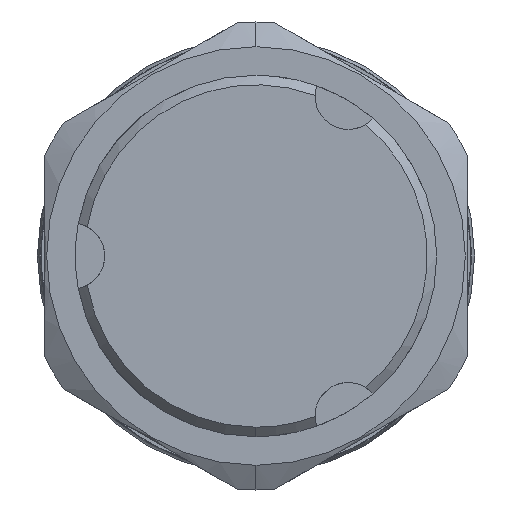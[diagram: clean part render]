
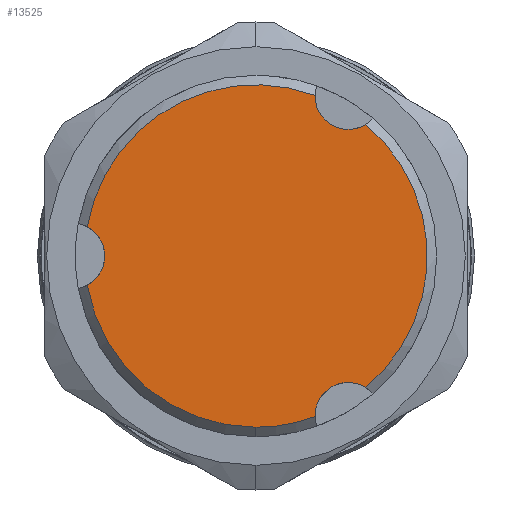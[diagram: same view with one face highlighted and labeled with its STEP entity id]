
A CAD part, left-side view. The second image highlights one B-rep face of the part: STEP entity #13525.
In plain terms, the highlighted planar face has unit normal (-1, 0, 0).
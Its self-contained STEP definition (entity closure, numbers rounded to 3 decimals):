
#36 = AXIS2_PLACEMENT_3D ( 'NONE', #15177, #4649, #12836 ) ;
#50 = CARTESIAN_POINT ( 'NONE',  ( -37.35, 8.867, 1.539 ) ) ;
#235 = EDGE_CURVE ( 'NONE', #5421, #11246, #8393, .T. ) ;
#252 = AXIS2_PLACEMENT_3D ( 'NONE', #9762, #14414, #9620 ) ;
#332 = DIRECTION ( 'NONE',  ( 0., 0., 1. ) ) ;
#723 = CARTESIAN_POINT ( 'NONE',  ( -37.35, -4.85, -8.4 ) ) ;
#800 = EDGE_CURVE ( 'NONE', #5609, #8923, #13182, .T. ) ;
#1353 = ORIENTED_EDGE ( 'NONE', *, *, #11544, .F. ) ;
#1637 = DIRECTION ( 'NONE',  ( 0., 0., 1. ) ) ;
#1811 = DIRECTION ( 'NONE',  ( -1., 0., 0. ) ) ;
#1948 = DIRECTION ( 'NONE',  ( -1., 0., 0. ) ) ;
#2015 = ORIENTED_EDGE ( 'NONE', *, *, #4968, .T. ) ;
#3269 = FACE_OUTER_BOUND ( 'NONE', #11399, .T. ) ;
#3516 = CIRCLE ( 'NONE', #10710, 1.75 ) ;
#3837 = DIRECTION ( 'NONE',  ( -1., 0., 0. ) ) ;
#3846 = ORIENTED_EDGE ( 'NONE', *, *, #10047, .T. ) ;
#3966 = VERTEX_POINT ( 'NONE', #4036 ) ;
#3971 = DIRECTION ( 'NONE',  ( -1., 0., 0. ) ) ;
#4036 = CARTESIAN_POINT ( 'NONE',  ( -37.35, -3.101, 8.449 ) ) ;
#4109 = AXIS2_PLACEMENT_3D ( 'NONE', #12072, #7416, #332 ) ;
#4649 = DIRECTION ( 'NONE',  ( 1., 0., 0. ) ) ;
#4937 = ORIENTED_EDGE ( 'NONE', *, *, #13642, .T. ) ;
#4968 = EDGE_CURVE ( 'NONE', #9780, #11246, #12088, .T. ) ;
#4991 = ORIENTED_EDGE ( 'NONE', *, *, #800, .F. ) ;
#5163 = CIRCLE ( 'NONE', #4109, 9. ) ;
#5318 = CARTESIAN_POINT ( 'NONE',  ( -37.35, 8.867, -1.539 ) ) ;
#5421 = VERTEX_POINT ( 'NONE', #9245 ) ;
#5609 = VERTEX_POINT ( 'NONE', #5318 ) ;
#5645 = ORIENTED_EDGE ( 'NONE', *, *, #235, .F. ) ;
#7009 = AXIS2_PLACEMENT_3D ( 'NONE', #9907, #1811, #11284 ) ;
#7293 = CARTESIAN_POINT ( 'NONE',  ( -37.35, 0., 0. ) ) ;
#7343 = DIRECTION ( 'NONE',  ( 0., 0., 1. ) ) ;
#7416 = DIRECTION ( 'NONE',  ( -1., 0., 0. ) ) ;
#7420 = CARTESIAN_POINT ( 'NONE',  ( -37.35, 0., 0. ) ) ;
#7520 = CARTESIAN_POINT ( 'NONE',  ( -37.35, 0., -9. ) ) ;
#7816 = DIRECTION ( 'NONE',  ( -1., 0., 0. ) ) ;
#8106 = CARTESIAN_POINT ( 'NONE',  ( -37.35, -3.101, -8.449 ) ) ;
#8393 = CIRCLE ( 'NONE', #9468, 1.75 ) ;
#8597 = CARTESIAN_POINT ( 'NONE',  ( -37.35, -5.767, -6.91 ) ) ;
#8644 = CARTESIAN_POINT ( 'NONE',  ( -37.35, -5.767, 6.91 ) ) ;
#8709 = EDGE_CURVE ( 'NONE', #5609, #9780, #5163, .T. ) ;
#8761 = VERTEX_POINT ( 'NONE', #8597 ) ;
#8911 = DIRECTION ( 'NONE',  ( 0., 0.866, -0.5 ) ) ;
#8923 = VERTEX_POINT ( 'NONE', #50 ) ;
#9136 = CIRCLE ( 'NONE', #252, 9. ) ;
#9150 = EDGE_CURVE ( 'NONE', #3966, #13283, #12311, .T. ) ;
#9245 = CARTESIAN_POINT ( 'NONE',  ( -37.35, -4.85, -6.65 ) ) ;
#9468 = AXIS2_PLACEMENT_3D ( 'NONE', #11357, #7816, #10291 ) ;
#9620 = DIRECTION ( 'NONE',  ( 0., 0., 1. ) ) ;
#9762 = CARTESIAN_POINT ( 'NONE',  ( -37.35, 0., 0. ) ) ;
#9780 = VERTEX_POINT ( 'NONE', #7520 ) ;
#9907 = CARTESIAN_POINT ( 'NONE',  ( -37.35, 9.7, 0. ) ) ;
#10047 = EDGE_CURVE ( 'NONE', #8761, #13283, #13274, .T. ) ;
#10291 = DIRECTION ( 'NONE',  ( 0., 0.866, -0.5 ) ) ;
#10710 = AXIS2_PLACEMENT_3D ( 'NONE', #723, #1948, #8911 ) ;
#10797 = AXIS2_PLACEMENT_3D ( 'NONE', #7420, #12125, #1637 ) ;
#10843 = CARTESIAN_POINT ( 'NONE',  ( -37.35, -4.85, 8.4 ) ) ;
#10997 = ORIENTED_EDGE ( 'NONE', *, *, #8709, .T. ) ;
#11246 = VERTEX_POINT ( 'NONE', #8106 ) ;
#11284 = DIRECTION ( 'NONE',  ( 0., 0., 1. ) ) ;
#11357 = CARTESIAN_POINT ( 'NONE',  ( -37.35, -4.85, -8.4 ) ) ;
#11399 = EDGE_LOOP ( 'NONE', ( #3846, #13849, #4937, #4991, #10997, #2015, #5645, #1353 ) ) ;
#11507 = AXIS2_PLACEMENT_3D ( 'NONE', #7293, #3971, #7343 ) ;
#11544 = EDGE_CURVE ( 'NONE', #8761, #5421, #3516, .T. ) ;
#12072 = CARTESIAN_POINT ( 'NONE',  ( -37.35, 0., 0. ) ) ;
#12088 = CIRCLE ( 'NONE', #11507, 9. ) ;
#12125 = DIRECTION ( 'NONE',  ( -1., 0., 0. ) ) ;
#12311 = CIRCLE ( 'NONE', #13231, 1.75 ) ;
#12836 = DIRECTION ( 'NONE',  ( 0., 0., -1. ) ) ;
#12986 = DIRECTION ( 'NONE',  ( 0., -0.866, -0.5 ) ) ;
#13182 = CIRCLE ( 'NONE', #7009, 1.75 ) ;
#13231 = AXIS2_PLACEMENT_3D ( 'NONE', #10843, #3837, #12986 ) ;
#13274 = CIRCLE ( 'NONE', #10797, 9. ) ;
#13283 = VERTEX_POINT ( 'NONE', #8644 ) ;
#13525 = ADVANCED_FACE ( 'NONE', ( #3269 ), #14109, .F. ) ;
#13642 = EDGE_CURVE ( 'NONE', #3966, #8923, #9136, .T. ) ;
#13849 = ORIENTED_EDGE ( 'NONE', *, *, #9150, .F. ) ;
#14109 = PLANE ( 'NONE',  #36 ) ;
#14414 = DIRECTION ( 'NONE',  ( -1., 0., 0. ) ) ;
#15177 = CARTESIAN_POINT ( 'NONE',  ( -37.35, 0., 0. ) ) ;
